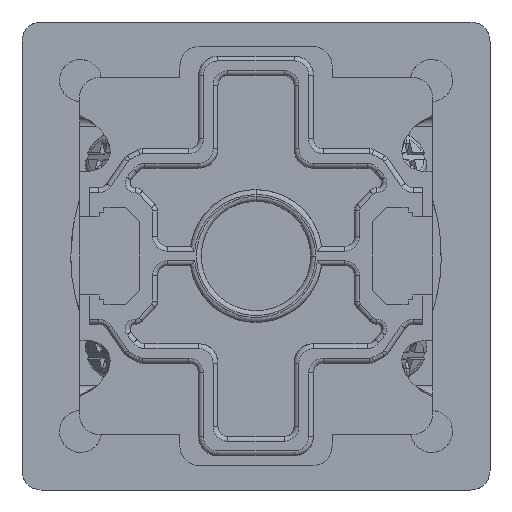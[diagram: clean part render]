
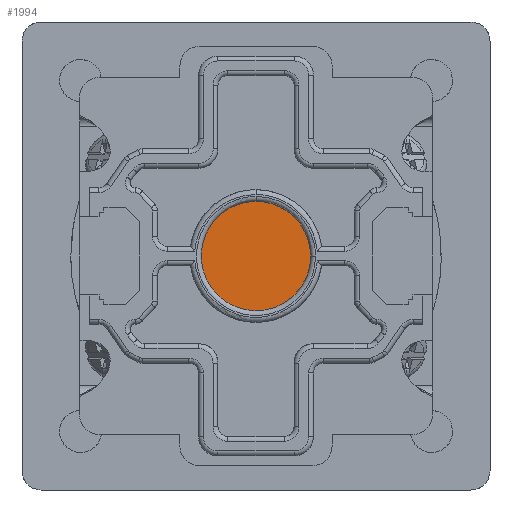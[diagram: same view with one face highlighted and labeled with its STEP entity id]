
A CAD part, front view. The second image highlights one B-rep face of the part: STEP entity #1994.
In plain terms, the highlighted planar face has unit normal (0, -1, 0).
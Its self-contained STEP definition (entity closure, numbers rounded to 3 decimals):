
#1915=CARTESIAN_POINT('',(0.,-105.5,0.));
#1916=DIRECTION('',(0.,-1.,0.));
#1917=DIRECTION('',(1.,0.,0.));
#1918=AXIS2_PLACEMENT_3D('',#1915,#1916,#1917);
#1919=PLANE('',#1918);
#1920=CARTESIAN_POINT('',(5.6,-105.5,-0.));
#1921=VERTEX_POINT('',#1920);
#1922=CARTESIAN_POINT('',(0.,-105.5,5.6));
#1923=VERTEX_POINT('',#1922);
#1924=CARTESIAN_POINT('',(5.6,-105.5,-0.));
#1925=CARTESIAN_POINT('',(5.6,-105.5,0.733));
#1926=CARTESIAN_POINT('',(5.454,-105.5,1.466));
#1927=CARTESIAN_POINT('',(5.174,-105.5,2.143));
#1928=CARTESIAN_POINT('',(4.893,-105.5,2.82));
#1929=CARTESIAN_POINT('',(4.478,-105.5,3.441));
#1930=CARTESIAN_POINT('',(3.96,-105.5,3.96));
#1931=CARTESIAN_POINT('',(3.441,-105.5,4.478));
#1932=CARTESIAN_POINT('',(2.82,-105.5,4.893));
#1933=CARTESIAN_POINT('',(2.143,-105.5,5.174));
#1934=CARTESIAN_POINT('',(1.466,-105.5,5.454));
#1935=CARTESIAN_POINT('',(0.733,-105.5,5.6));
#1936=CARTESIAN_POINT('',(0.,-105.5,5.6));
#1937=B_SPLINE_CURVE_WITH_KNOTS('',3,(#1924,#1925,#1926,#1927,#1928,#1929,#1930,#1931,#1932,#1933,#1934,#1935,#1936),.UNSPECIFIED.,.F.,.F.,(4,3,3,3,4),(0.,22.5,45.,67.5,90.),.UNSPECIFIED.);
#1938=EDGE_CURVE('',#1921,#1923,#1937,.T.);
#1939=ORIENTED_EDGE('',*,*,#1938,.T.);
#1940=CARTESIAN_POINT('',(0.,-105.5,5.6));
#1941=CARTESIAN_POINT('',(-0.55,-105.5,5.6));
#1942=CARTESIAN_POINT('',(-1.099,-105.5,5.518));
#1943=CARTESIAN_POINT('',(-1.626,-105.5,5.359));
#1944=CARTESIAN_POINT('',(-2.152,-105.5,5.199));
#1945=CARTESIAN_POINT('',(-2.654,-105.5,4.962));
#1946=CARTESIAN_POINT('',(-3.111,-105.5,4.656));
#1947=CARTESIAN_POINT('',(-3.568,-105.5,4.351));
#1948=CARTESIAN_POINT('',(-3.98,-105.5,3.978));
#1949=CARTESIAN_POINT('',(-4.329,-105.5,3.553));
#1950=CARTESIAN_POINT('',(-4.678,-105.5,3.128));
#1951=CARTESIAN_POINT('',(-4.963,-105.5,2.651));
#1952=CARTESIAN_POINT('',(-5.174,-105.5,2.143));
#1953=CARTESIAN_POINT('',(-5.384,-105.5,1.635));
#1954=CARTESIAN_POINT('',(-5.519,-105.5,1.096));
#1955=CARTESIAN_POINT('',(-5.573,-105.5,0.549));
#1956=CARTESIAN_POINT('',(-5.627,-105.5,0.002));
#1957=CARTESIAN_POINT('',(-5.6,-105.5,-0.553));
#1958=CARTESIAN_POINT('',(-5.492,-105.5,-1.093));
#1959=CARTESIAN_POINT('',(-5.385,-105.5,-1.632));
#1960=CARTESIAN_POINT('',(-5.198,-105.5,-2.155));
#1961=CARTESIAN_POINT('',(-4.939,-105.5,-2.64));
#1962=CARTESIAN_POINT('',(-4.68,-105.5,-3.125));
#1963=CARTESIAN_POINT('',(-4.349,-105.5,-3.571));
#1964=CARTESIAN_POINT('',(-3.96,-105.5,-3.96));
#1965=CARTESIAN_POINT('',(-3.571,-105.5,-4.349));
#1966=CARTESIAN_POINT('',(-3.125,-105.5,-4.68));
#1967=CARTESIAN_POINT('',(-2.64,-105.5,-4.939));
#1968=CARTESIAN_POINT('',(-2.155,-105.5,-5.198));
#1969=CARTESIAN_POINT('',(-1.632,-105.5,-5.385));
#1970=CARTESIAN_POINT('',(-1.093,-105.5,-5.492));
#1971=CARTESIAN_POINT('',(-0.553,-105.5,-5.6));
#1972=CARTESIAN_POINT('',(0.002,-105.5,-5.627));
#1973=CARTESIAN_POINT('',(0.549,-105.5,-5.573));
#1974=CARTESIAN_POINT('',(1.096,-105.5,-5.519));
#1975=CARTESIAN_POINT('',(1.635,-105.5,-5.384));
#1976=CARTESIAN_POINT('',(2.143,-105.5,-5.174));
#1977=CARTESIAN_POINT('',(2.651,-105.5,-4.963));
#1978=CARTESIAN_POINT('',(3.128,-105.5,-4.678));
#1979=CARTESIAN_POINT('',(3.553,-105.5,-4.329));
#1980=CARTESIAN_POINT('',(3.978,-105.5,-3.98));
#1981=CARTESIAN_POINT('',(4.351,-105.5,-3.568));
#1982=CARTESIAN_POINT('',(4.656,-105.5,-3.111));
#1983=CARTESIAN_POINT('',(4.962,-105.5,-2.654));
#1984=CARTESIAN_POINT('',(5.199,-105.5,-2.152));
#1985=CARTESIAN_POINT('',(5.359,-105.5,-1.626));
#1986=CARTESIAN_POINT('',(5.518,-105.5,-1.099));
#1987=CARTESIAN_POINT('',(5.6,-105.5,-0.55));
#1988=CARTESIAN_POINT('',(5.6,-105.5,-0.));
#1989=B_SPLINE_CURVE_WITH_KNOTS('',3,(#1940,#1941,#1942,#1943,#1944,#1945,#1946,#1947,#1948,#1949,#1950,#1951,#1952,#1953,#1954,#1955,#1956,#1957,#1958,#1959,#1960,#1961,#1962,#1963,#1964,#1965,
#1966,#1967,#1968,#1969,#1970,#1971,#1972,#1973,#1974,#1975,#1976,#1977,#1978,#1979,#1980,#1981,#1982,#1983,#1984,#1985,#1986,#1987,#1988),.UNSPECIFIED.,.F.,.F.,(4,3,3,3,3,3,3,3,3,3,3,3,3,3,3,3,4),(90.,106.875,123.75,140.625,157.5,174.375,191.25,208.125,225.,241.875,258.75,275.625,292.5,309.375,326.25,343.125,360.),.UNSPECIFIED.);
#1990=EDGE_CURVE('',#1923,#1921,#1989,.T.);
#1991=ORIENTED_EDGE('',*,*,#1990,.T.);
#1992=EDGE_LOOP('',(#1939,#1991));
#1993=FACE_BOUND('',#1992,.T.);
#1994=ADVANCED_FACE('',(#1993),#1919,.T.);
